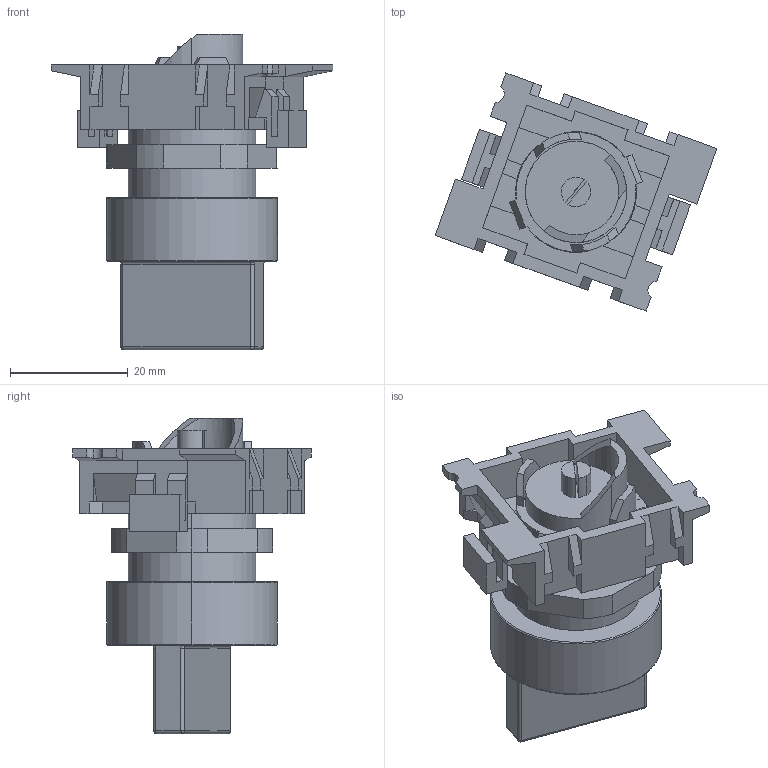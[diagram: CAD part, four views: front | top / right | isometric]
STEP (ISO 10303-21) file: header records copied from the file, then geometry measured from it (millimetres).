
FILE_DESCRIPTION (( 'STEP AP214' ), '1' );
FILE_NAME ('08_542_0.STEP', '2016-08-03T12:06:33', ( '' ), ( '' ), 'SwSTEP 2.0', 'SolidWorks 2016', '' );
FILE_SCHEMA (( 'AUTOMOTIVE_DESIGN' ));
Length unit declared in the file: millimetre
Products named in the file (1): 08_542_0
Bounding box: 47.77 x 40.38 x 53.5 mm (x, y, z)
Volume: 18414.3 mm3; surface area: 16522 mm2
Topology: 5 solids, 5 shells, 329 faces, 897 edges, 582 vertices
Faces by surface type: plane 245, cylinder 69, bspline 15
Entity records: 10959 total; most frequent: CARTESIAN_POINT 2485, ORIENTED_EDGE 1786, DIRECTION 1639, EDGE_CURVE 893, LINE 687, VECTOR 687, VERTEX_POINT 582, AXIS2_PLACEMENT_3D 476
